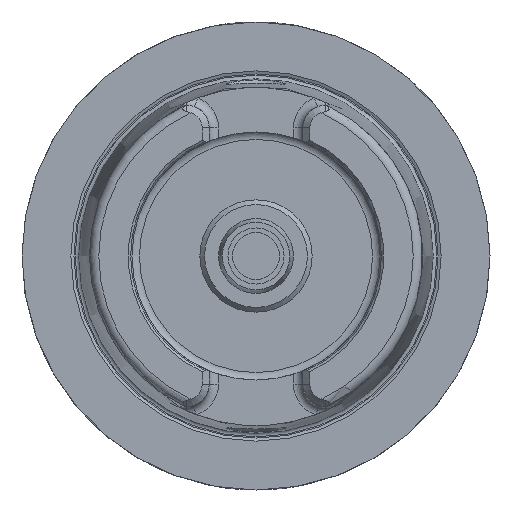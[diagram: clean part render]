
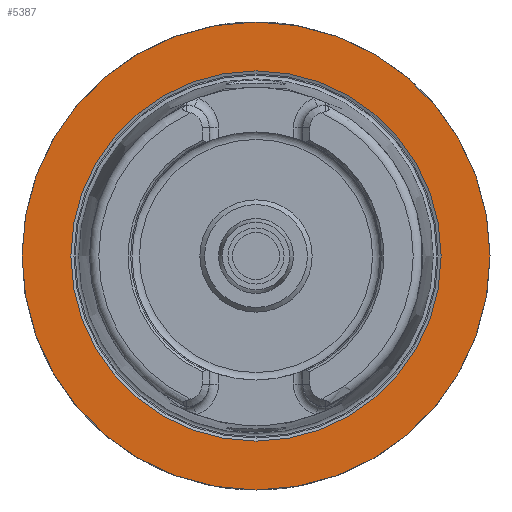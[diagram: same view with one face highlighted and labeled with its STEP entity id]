
A CAD part, left-side view. The second image highlights one B-rep face of the part: STEP entity #5387.
In plain terms, the highlighted planar face has unit normal (-1, 0, 0).
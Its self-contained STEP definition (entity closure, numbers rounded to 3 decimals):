
#4503=CARTESIAN_POINT('',(0.,50.0,0.0));
#4504=VERTEX_POINT('',#4503);
#4505=CARTESIAN_POINT('',(0.,0.,0.0));
#4506=DIRECTION('',(1.0,0.0,0.0));
#4507=DIRECTION('',(0.0,1.0,0.0));
#4508=AXIS2_PLACEMENT_3D('',#4505,#4506,#4507);
#4509=CIRCLE('',#4508,50.0);
#4510=EDGE_CURVE('',#4504,#4504,#4509,.T.);
#5361=CARTESIAN_POINT('',(0.,39.55,0.0));
#5362=VERTEX_POINT('',#5361);
#5363=CARTESIAN_POINT('',(0.,0.,0.0));
#5364=DIRECTION('',(1.0,0.0,0.0));
#5365=DIRECTION('',(0.0,1.0,0.0));
#5366=AXIS2_PLACEMENT_3D('',#5363,#5364,#5365);
#5367=CIRCLE('',#5366,39.55);
#5368=EDGE_CURVE('',#5362,#5362,#5367,.T.);
#5376=CARTESIAN_POINT('',(0.,44.775,0.0));
#5377=DIRECTION('',(-1.0,0.0,0.0));
#5378=DIRECTION('',(0.0,0.0,1.0));
#5379=AXIS2_PLACEMENT_3D('',#5376,#5377,#5378);
#5380=PLANE('',#5379);
#5381=ORIENTED_EDGE('',*,*,#4510,.F.);
#5382=EDGE_LOOP('',(#5381));
#5383=FACE_OUTER_BOUND('',#5382,.T.);
#5384=ORIENTED_EDGE('',*,*,#5368,.T.);
#5385=EDGE_LOOP('',(#5384));
#5386=FACE_BOUND('',#5385,.T.);
#5387=ADVANCED_FACE('',(#5383,#5386),#5380,.T.);
